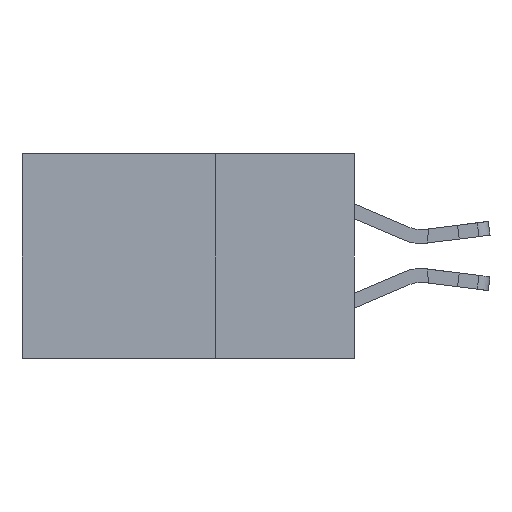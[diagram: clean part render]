
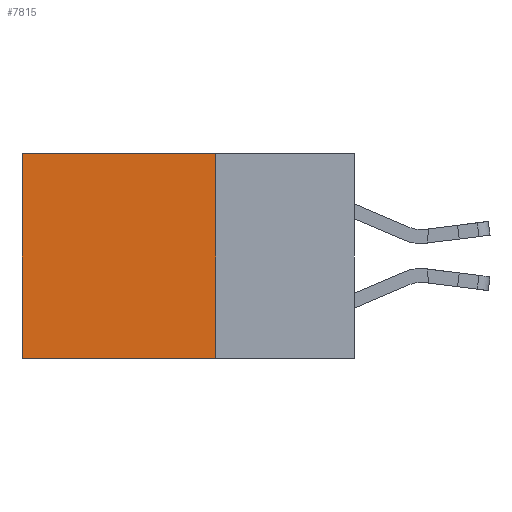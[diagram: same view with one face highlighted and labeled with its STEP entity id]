
A CAD part, left-side view. The second image highlights one B-rep face of the part: STEP entity #7815.
In plain terms, the highlighted planar face has unit normal (-1, 0, 0).
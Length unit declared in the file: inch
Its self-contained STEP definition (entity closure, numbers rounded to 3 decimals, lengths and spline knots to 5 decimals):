
#511 = ORIENTED_EDGE ( 'NONE', *, *, #5528, .F. ) ;
#532 = VECTOR ( 'NONE', #1564, 39.37008 ) ;
#614 = EDGE_CURVE ( 'NONE', #4400, #9542, #892, .T. ) ;
#892 = LINE ( 'NONE', #7405, #2868 ) ;
#1176 = VERTEX_POINT ( 'NONE', #4832 ) ;
#1564 = DIRECTION ( 'NONE',  ( 0., 0., -1. ) ) ;
#1686 = EDGE_CURVE ( 'NONE', #1176, #9542, #4247, .T. ) ;
#1756 = CARTESIAN_POINT ( 'NONE',  ( 0.2615, 0.6, -0.37 ) ) ;
#1841 = CARTESIAN_POINT ( 'NONE',  ( 0.2615, 0.25, -0.37 ) ) ;
#2868 = VECTOR ( 'NONE', #11074, 39.37008 ) ;
#2972 = LINE ( 'NONE', #11449, #5503 ) ;
#3336 = EDGE_CURVE ( 'NONE', #9736, #4400, #2972, .T. ) ;
#3384 = CARTESIAN_POINT ( 'NONE',  ( 0.2615, 0.25, -0.37 ) ) ;
#3594 = FACE_OUTER_BOUND ( 'NONE', #7438, .T. ) ;
#3665 = DIRECTION ( 'NONE',  ( 1., 0., 0. ) ) ;
#4247 = LINE ( 'NONE', #3384, #8308 ) ;
#4400 = VERTEX_POINT ( 'NONE', #6227 ) ;
#4647 = DIRECTION ( 'NONE',  ( 0., 0., -1. ) ) ;
#4832 = CARTESIAN_POINT ( 'NONE',  ( 0.2615, 0.25, -0.37 ) ) ;
#5239 = DIRECTION ( 'NONE',  ( 0., 1., 0. ) ) ;
#5503 = VECTOR ( 'NONE', #6878, 39.37008 ) ;
#5528 = EDGE_CURVE ( 'NONE', #9736, #1176, #6151, .T. ) ;
#6121 = ORIENTED_EDGE ( 'NONE', *, *, #614, .T. ) ;
#6151 = LINE ( 'NONE', #8001, #532 ) ;
#6227 = CARTESIAN_POINT ( 'NONE',  ( 0.2615, 0.6, 0. ) ) ;
#6737 = ORIENTED_EDGE ( 'NONE', *, *, #1686, .F. ) ;
#6878 = DIRECTION ( 'NONE',  ( 0., 1., 0. ) ) ;
#7109 = ORIENTED_EDGE ( 'NONE', *, *, #3336, .T. ) ;
#7405 = CARTESIAN_POINT ( 'NONE',  ( 0.2615, 0.6, -0.37 ) ) ;
#7438 = EDGE_LOOP ( 'NONE', ( #6121, #6737, #511, #7109 ) ) ;
#7767 = CARTESIAN_POINT ( 'NONE',  ( 0.2615, 0.25, 0. ) ) ;
#7815 = ADVANCED_FACE ( 'NONE', ( #3594 ), #11110, .F. ) ;
#8001 = CARTESIAN_POINT ( 'NONE',  ( 0.2615, 0.25, -0.37 ) ) ;
#8308 = VECTOR ( 'NONE', #5239, 39.37008 ) ;
#9542 = VERTEX_POINT ( 'NONE', #1756 ) ;
#9736 = VERTEX_POINT ( 'NONE', #7767 ) ;
#10932 = AXIS2_PLACEMENT_3D ( 'NONE', #1841, #3665, #4647 ) ;
#11074 = DIRECTION ( 'NONE',  ( 0., 0., -1. ) ) ;
#11110 = PLANE ( 'NONE',  #10932 ) ;
#11449 = CARTESIAN_POINT ( 'NONE',  ( 0.2615, 0.25, 0. ) ) ;
